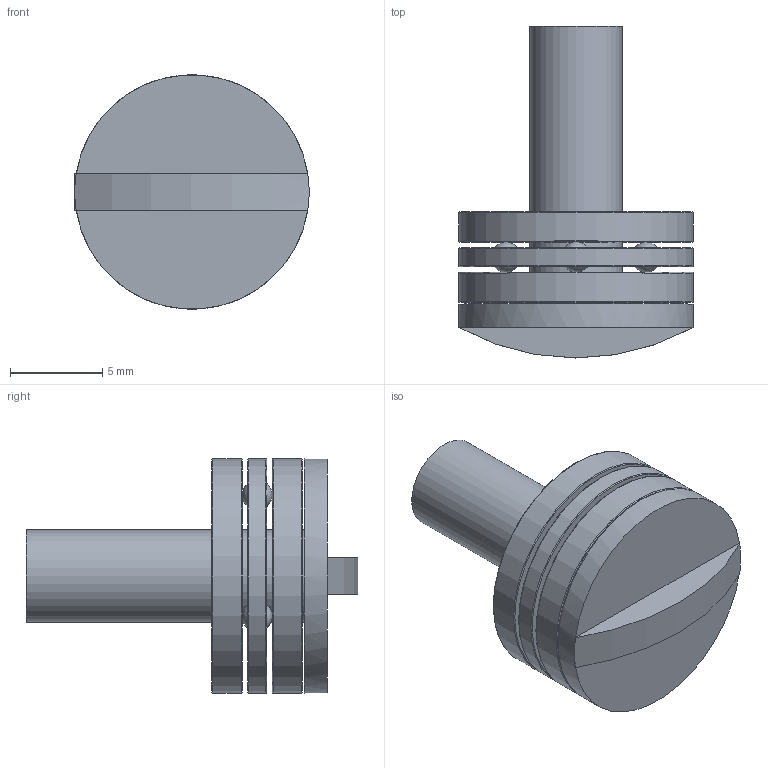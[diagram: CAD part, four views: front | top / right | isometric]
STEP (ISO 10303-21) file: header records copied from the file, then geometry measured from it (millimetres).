
FILE_DESCRIPTION(/* description */ (''),/* implementation_level */ '2;1');
FILE_NAME(/* name */ 'Alex''s Files/For The WEB/Grabcad aimpoint/Yarder v5.step',/* time_stamp */ '2018-10-09T13:40:14-04:00',/* author */ ('alexandermcalpine'),/* organization */ (''),/* preprocessor_version */ 'ST-DEVELOPER v17.2',/* originating_system */ 'Autodesk Translation Framework v7.6.0.251',/* authorisation */ '');
FILE_SCHEMA (('AUTOMOTIVE_DESIGN { 1 0 10303 214 3 1 1 }'));
Length unit declared in the file: inch
Products named in the file (3): Yarder; Turret Stem; 6655K32
Assembly tree (2 placements, depth 2):
  Yarder
    Turret Stem
    6655K32
Bounding box: 12.7 x 17.98 x 12.7 mm (x, y, z)
Volume: 950.3 mm3; surface area: 1482.3 mm2
Topology: 7 solids, 7 shells, 41 faces, 111 edges, 79 vertices
Faces by surface type: plane 14, torus 12, cylinder 9, sphere 6
Full cylindrical faces by diameter (mm): 4.851 x3, 5.004 x1, 12.7 x4
Entity records: 1428 total; most frequent: DIRECTION 270, CARTESIAN_POINT 230, ORIENTED_EDGE 198, AXIS2_PLACEMENT_3D 127, EDGE_CURVE 99, CIRCLE 81, VERTEX_POINT 79, EDGE_LOOP 60
